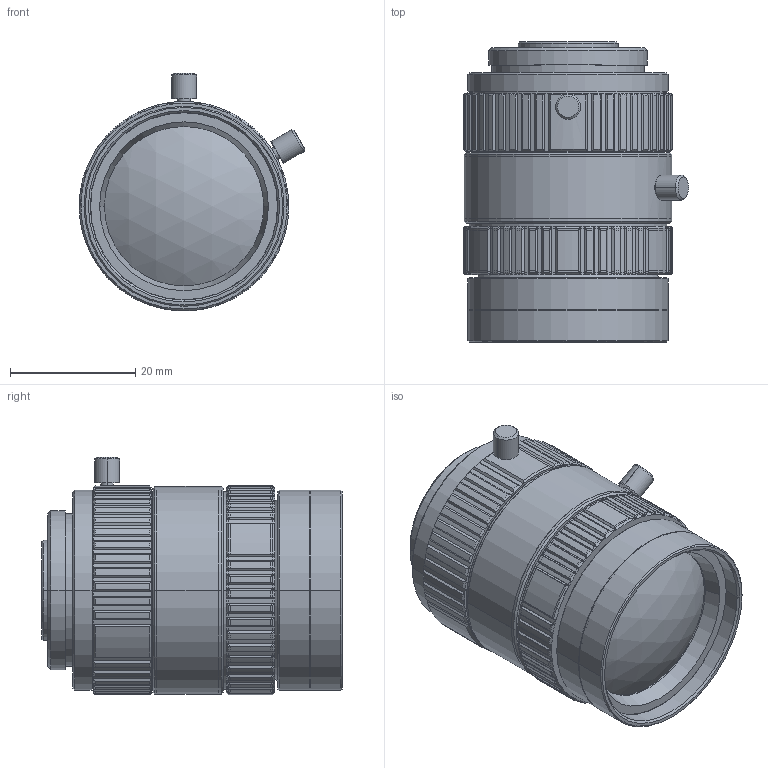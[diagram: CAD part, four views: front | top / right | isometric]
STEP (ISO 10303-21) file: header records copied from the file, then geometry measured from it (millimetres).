
FILE_DESCRIPTION(('STEP AP214'),'1');
FILE_NAME('M5018-MP2.stp','2022-10-24T05:35:10',(' '),(' '),'Spatial InterOp 3D',' ',' ');
FILE_SCHEMA(('AUTOMOTIVE_DESIGN { 1 0 10303 214 1 1 1 1 }'));
Length unit declared in the file: metre
Products named in the file (3): M5018-MP2; Component1; Component2
Assembly tree (2 placements, depth 2):
  M5018-MP2
    Component1
    Component2
Bounding box: 36.05 x 48.01 x 38.04 mm (x, y, z)
Volume: 65233.8 mm3; surface area: 17353.1 mm2
Topology: 2 solids, 2 shells, 1140 faces, 2592 edges, 1504 vertices
Faces by surface type: cylinder 396, cone 386, plane 354, sphere 4
Entity records: 32490 total; most frequent: DIRECTION 6656, CARTESIAN_POINT 5506, ORIENTED_EDGE 5184, AXIS2_PLACEMENT_3D 2937, EDGE_CURVE 2592, CIRCLE 1794, VERTEX_POINT 1504, EDGE_LOOP 1188
